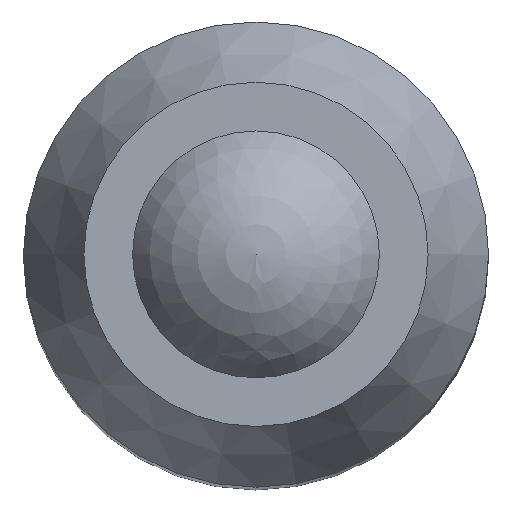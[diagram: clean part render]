
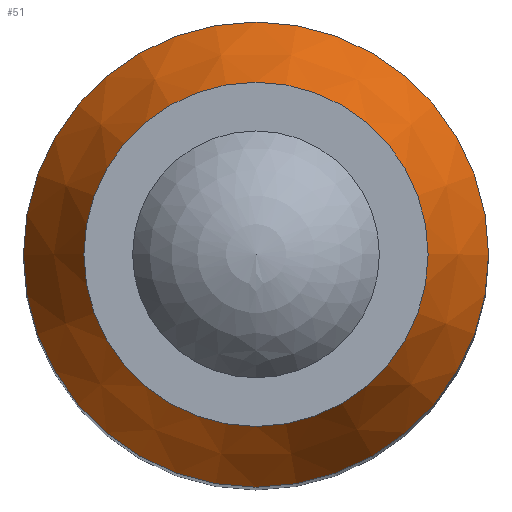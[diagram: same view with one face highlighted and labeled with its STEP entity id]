
A CAD part, top view. The second image highlights one B-rep face of the part: STEP entity #51.
In plain terms, the highlighted conical face has half-angle 25.71 degrees and reference radius 2.5 mm.
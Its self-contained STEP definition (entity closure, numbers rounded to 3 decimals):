
#51 = ADVANCED_FACE( '', ( #111, #112 ), #113, .T. );
#111 = FACE_BOUND( '', #182, .T. );
#112 = FACE_OUTER_BOUND( '', #183, .T. );
#113 = CONICAL_SURFACE( '', #184, 2.5, 0.449 );
#182 = EDGE_LOOP( '', ( #263 ) );
#183 = EDGE_LOOP( '', ( #264 ) );
#184 = AXIS2_PLACEMENT_3D( '', #265, #266, #267 );
#263 = ORIENTED_EDGE( '', *, *, #398, .T. );
#264 = ORIENTED_EDGE( '', *, *, #399, .F. );
#265 = CARTESIAN_POINT( '', ( 0., 0., 17.85 ) );
#266 = DIRECTION( '', ( 0., 0., -1. ) );
#267 = DIRECTION( '', ( -1., 0., 0. ) );
#398 = EDGE_CURVE( '', #463, #463, #464, .T. );
#399 = EDGE_CURVE( '', #465, #465, #466, .T. );
#463 = VERTEX_POINT( '', #548 );
#464 = CIRCLE( '', #549, 1.85 );
#465 = VERTEX_POINT( '', #550 );
#466 = CIRCLE( '', #551, 2.5 );
#548 = CARTESIAN_POINT( '', ( -1.85, 0., 19.2 ) );
#549 = AXIS2_PLACEMENT_3D( '', #632, #633, #634 );
#550 = CARTESIAN_POINT( '', ( -2.5, 0., 17.85 ) );
#551 = AXIS2_PLACEMENT_3D( '', #635, #636, #637 );
#632 = CARTESIAN_POINT( '', ( 0., 0., 19.2 ) );
#633 = DIRECTION( '', ( 0., 0., -1. ) );
#634 = DIRECTION( '', ( -1., 0., 0. ) );
#635 = CARTESIAN_POINT( '', ( 0., 0., 17.85 ) );
#636 = DIRECTION( '', ( 0., 0., -1. ) );
#637 = DIRECTION( '', ( -1., 0., 0. ) );
